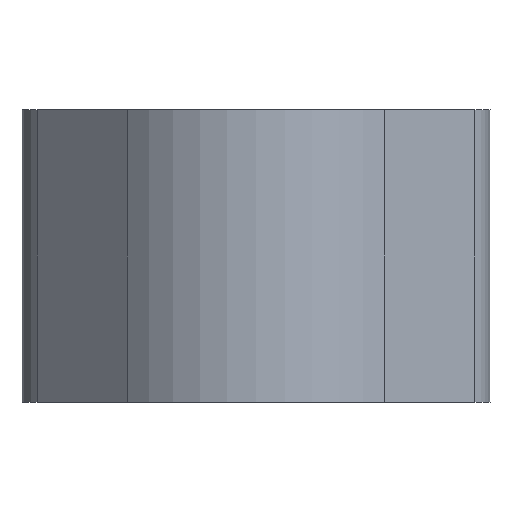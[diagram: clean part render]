
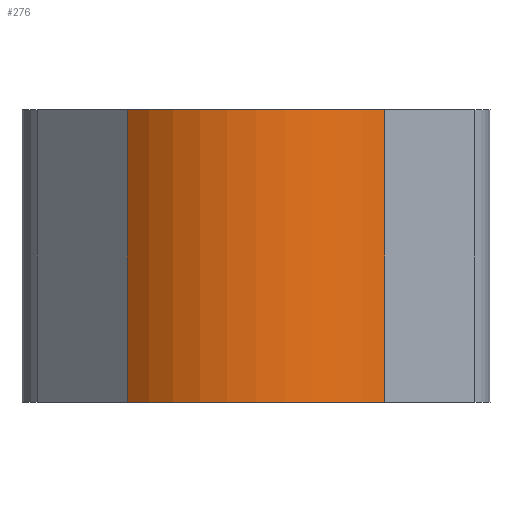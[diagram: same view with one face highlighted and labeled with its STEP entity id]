
A CAD part, front view. The second image highlights one B-rep face of the part: STEP entity #276.
In plain terms, the highlighted cylindrical face has radius 31 mm (diameter 62 mm), a partial arc.
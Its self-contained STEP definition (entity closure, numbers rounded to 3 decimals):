
#224=CARTESIAN_POINT('Vertex',(-22.,-21.84,0.)) ;
#227=CARTESIAN_POINT('Line Origine',(-22.,-21.84,25.)) ;
#231=CARTESIAN_POINT('Vertex',(-22.,-21.84,50.)) ;
#246=CARTESIAN_POINT('Axis2P3D Location',(0.,0.,25.)) ;
#251=CARTESIAN_POINT('Axis2P3D Location',(0.,0.,0.)) ;
#255=CARTESIAN_POINT('Vertex',(22.,-21.84,0.)) ;
#258=CARTESIAN_POINT('Line Origine',(22.,-21.84,25.)) ;
#262=CARTESIAN_POINT('Vertex',(22.,-21.84,50.)) ;
#265=CARTESIAN_POINT('Axis2P3D Location',(0.,0.,50.)) ;
#228=DIRECTION('Vector Direction',(0.,0.,1.)) ;
#247=DIRECTION('Axis2P3D Direction',(0.,0.,1.)) ;
#248=DIRECTION('Axis2P3D XDirection',(-0.71,-0.705,-0.)) ;
#252=DIRECTION('Axis2P3D Direction',(0.,0.,1.)) ;
#259=DIRECTION('Vector Direction',(0.,0.,1.)) ;
#266=DIRECTION('Axis2P3D Direction',(0.,0.,1.)) ;
#249=AXIS2_PLACEMENT_3D('Cylinder Axis2P3D',#246,#247,#248) ;
#253=AXIS2_PLACEMENT_3D('Circle Axis2P3D',#251,#252,$) ;
#267=AXIS2_PLACEMENT_3D('Circle Axis2P3D',#265,#266,$) ;
#271=ORIENTED_EDGE('',*,*,#233,.F.) ;
#272=ORIENTED_EDGE('',*,*,#257,.T.) ;
#273=ORIENTED_EDGE('',*,*,#264,.T.) ;
#274=ORIENTED_EDGE('',*,*,#269,.F.) ;
#229=VECTOR('Line Direction',#228,1.) ;
#260=VECTOR('Line Direction',#259,1.) ;
#276=ADVANCED_FACE('Corps principal',(#275),#250,.T.) ;
#254=CIRCLE('generated circle',#253,31.) ;
#268=CIRCLE('generated circle',#267,31.) ;
#250=CYLINDRICAL_SURFACE('generated cylinder',#249,31.) ;
#233=EDGE_CURVE('',#225,#232,#230,.T.) ;
#257=EDGE_CURVE('',#225,#256,#254,.T.) ;
#264=EDGE_CURVE('',#256,#263,#261,.T.) ;
#269=EDGE_CURVE('',#232,#263,#268,.T.) ;
#270=EDGE_LOOP('',(#271,#272,#273,#274)) ;
#275=FACE_OUTER_BOUND('',#270,.T.) ;
#230=LINE('Line',#227,#229) ;
#261=LINE('Line',#258,#260) ;
#225=VERTEX_POINT('',#224) ;
#232=VERTEX_POINT('',#231) ;
#256=VERTEX_POINT('',#255) ;
#263=VERTEX_POINT('',#262) ;
